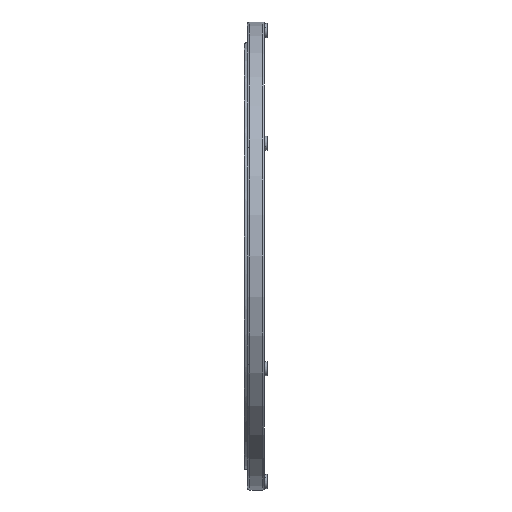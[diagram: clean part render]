
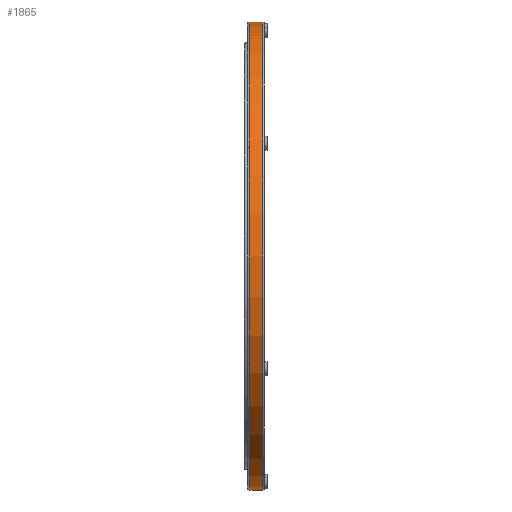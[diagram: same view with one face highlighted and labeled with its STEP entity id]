
A CAD part, left-side view. The second image highlights one B-rep face of the part: STEP entity #1865.
In plain terms, the highlighted cylindrical face has radius 163.5 mm (diameter 327 mm), a partial arc.
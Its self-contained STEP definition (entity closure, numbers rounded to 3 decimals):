
#210 = VECTOR ( 'NONE', #6404, 1000. ) ;
#728 = CARTESIAN_POINT ( 'NONE',  ( 0., 1., 0. ) ) ;
#1168 = DIRECTION ( 'NONE',  ( 0., 0., -1. ) ) ;
#1475 = DIRECTION ( 'NONE',  ( 0., 0., 1. ) ) ;
#1549 = EDGE_CURVE ( 'NONE', #7136, #5407, #3932, .T. ) ;
#1865 = ADVANCED_FACE ( 'NONE', ( #4051 ), #7531, .T. ) ;
#1923 = CIRCLE ( 'NONE', #3571, 163.5 ) ;
#1930 = DIRECTION ( 'NONE',  ( 0., -1., 0. ) ) ;
#2201 = AXIS2_PLACEMENT_3D ( 'NONE', #2666, #1930, #1168 ) ;
#2666 = CARTESIAN_POINT ( 'NONE',  ( 0., 12., 0. ) ) ;
#3160 = CARTESIAN_POINT ( 'NONE',  ( 0., 10., 0. ) ) ;
#3161 = ORIENTED_EDGE ( 'NONE', *, *, #5783, .T. ) ;
#3367 = EDGE_CURVE ( 'NONE', #9200, #8159, #4731, .T. ) ;
#3410 = ORIENTED_EDGE ( 'NONE', *, *, #3367, .T. ) ;
#3534 = ORIENTED_EDGE ( 'NONE', *, *, #4978, .T. ) ;
#3571 = AXIS2_PLACEMENT_3D ( 'NONE', #728, #5944, #1475 ) ;
#3791 = CARTESIAN_POINT ( 'NONE',  ( 0., 12., -163.5 ) ) ;
#3921 = DIRECTION ( 'NONE',  ( 0., 0., 1. ) ) ;
#3932 = LINE ( 'NONE', #4376, #210 ) ;
#4051 = FACE_OUTER_BOUND ( 'NONE', #8157, .T. ) ;
#4376 = CARTESIAN_POINT ( 'NONE',  ( 0., 12., 163.5 ) ) ;
#4731 = LINE ( 'NONE', #3791, #8674 ) ;
#4978 = EDGE_CURVE ( 'NONE', #7136, #9200, #5182, .T. ) ;
#5182 = CIRCLE ( 'NONE', #6620, 163.5 ) ;
#5407 = VERTEX_POINT ( 'NONE', #7946 ) ;
#5427 = CARTESIAN_POINT ( 'NONE',  ( 0., 1., -163.5 ) ) ;
#5737 = ORIENTED_EDGE ( 'NONE', *, *, #1549, .F. ) ;
#5783 = EDGE_CURVE ( 'NONE', #8159, #5407, #1923, .T. ) ;
#5944 = DIRECTION ( 'NONE',  ( 0., 1., 0. ) ) ;
#6404 = DIRECTION ( 'NONE',  ( 0., -1., 0. ) ) ;
#6620 = AXIS2_PLACEMENT_3D ( 'NONE', #3160, #8372, #3921 ) ;
#6749 = CARTESIAN_POINT ( 'NONE',  ( 0., 10., -163.5 ) ) ;
#7136 = VERTEX_POINT ( 'NONE', #9062 ) ;
#7531 = CYLINDRICAL_SURFACE ( 'NONE', #2201, 163.5 ) ;
#7946 = CARTESIAN_POINT ( 'NONE',  ( 0., 1., 163.5 ) ) ;
#8157 = EDGE_LOOP ( 'NONE', ( #5737, #3534, #3410, #3161 ) ) ;
#8159 = VERTEX_POINT ( 'NONE', #5427 ) ;
#8372 = DIRECTION ( 'NONE',  ( 0., -1., 0. ) ) ;
#8674 = VECTOR ( 'NONE', #8988, 1000. ) ;
#8988 = DIRECTION ( 'NONE',  ( 0., -1., 0. ) ) ;
#9062 = CARTESIAN_POINT ( 'NONE',  ( 0., 10., 163.5 ) ) ;
#9200 = VERTEX_POINT ( 'NONE', #6749 ) ;
